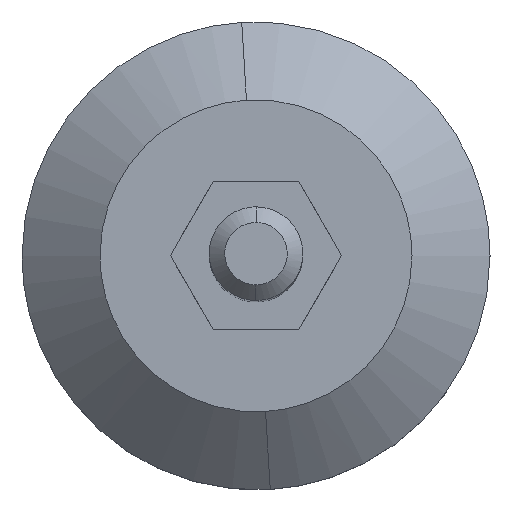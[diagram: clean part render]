
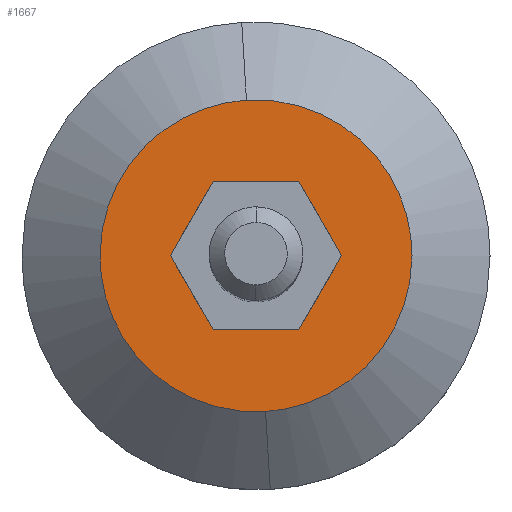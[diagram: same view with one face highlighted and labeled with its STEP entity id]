
A CAD part, top view. The second image highlights one B-rep face of the part: STEP entity #1667.
In plain terms, the highlighted free-form (B-spline) face has degree [1, 1] with [2, 2] control points.
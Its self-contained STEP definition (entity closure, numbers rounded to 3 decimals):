
#1424=CARTESIAN_POINT('',(-1.221,19.963,17.));
#1425=VERTEX_POINT('',#1424);
#1431=CARTESIAN_POINT('',(20.0,0.0,17.0));
#1432=VERTEX_POINT('',#1431);
#1433=CARTESIAN_POINT('',(-1.221,19.963,17.));
#1434=CARTESIAN_POINT('',(-0.611,20.,17.));
#1435=CARTESIAN_POINT('',(0.,20.,17.));
#1436=CARTESIAN_POINT('',(20.,20.,17.));
#1437=CARTESIAN_POINT('',(20.0,0.0,17.0));
#1445=(BOUNDED_CURVE()B_SPLINE_CURVE(2,(#1433,#1434,#1435,#1436,#1437),.UNSPECIFIED.,.F.,.U.)B_SPLINE_CURVE_WITH_KNOTS((3,2,3),(0.239,0.25,0.5),.UNSPECIFIED.)CURVE()GEOMETRIC_REPRESENTATION_ITEM()RATIONAL_B_SPLINE_CURVE((0.976,0.988,1.0,0.707,1.0))REPRESENTATION_ITEM(''));
#1446=EDGE_CURVE('',#1425,#1432,#1445,.T.);
#1448=CARTESIAN_POINT('',(1.221,-19.963,17.));
#1449=VERTEX_POINT('',#1448);
#1450=CARTESIAN_POINT('',(20.0,0.0,17.0));
#1451=CARTESIAN_POINT('',(20.,-18.814,17.));
#1452=CARTESIAN_POINT('',(1.221,-19.963,17.));
#1460=(BOUNDED_CURVE()B_SPLINE_CURVE(2,(#1450,#1451,#1452),.UNSPECIFIED.,.F.,.U.)B_SPLINE_CURVE_WITH_KNOTS((3,3),(0.5,0.739),.UNSPECIFIED.)CURVE()GEOMETRIC_REPRESENTATION_ITEM()RATIONAL_B_SPLINE_CURVE((1.0,0.72,0.976))REPRESENTATION_ITEM(''));
#1461=EDGE_CURVE('',#1432,#1449,#1460,.T.);
#1495=CARTESIAN_POINT('',(-20.0,0.0,17.0));
#1496=VERTEX_POINT('',#1495);
#1497=CARTESIAN_POINT('',(1.221,-19.963,17.));
#1498=CARTESIAN_POINT('',(0.611,-20.,17.));
#1499=CARTESIAN_POINT('',(0.,-20.,17.));
#1500=CARTESIAN_POINT('',(-20.,-20.,17.));
#1501=CARTESIAN_POINT('',(-20.0,0.0,17.0));
#1509=(BOUNDED_CURVE()B_SPLINE_CURVE(2,(#1497,#1498,#1499,#1500,#1501),.UNSPECIFIED.,.F.,.U.)B_SPLINE_CURVE_WITH_KNOTS((3,2,3),(0.739,0.75,1.0),.UNSPECIFIED.)CURVE()GEOMETRIC_REPRESENTATION_ITEM()RATIONAL_B_SPLINE_CURVE((0.976,0.988,1.0,0.707,1.0))REPRESENTATION_ITEM(''));
#1510=EDGE_CURVE('',#1449,#1496,#1509,.T.);
#1512=CARTESIAN_POINT('',(-20.0,0.0,17.0));
#1513=CARTESIAN_POINT('',(-20.,18.814,17.));
#1514=CARTESIAN_POINT('',(-1.221,19.963,17.));
#1522=(BOUNDED_CURVE()B_SPLINE_CURVE(2,(#1512,#1513,#1514),.UNSPECIFIED.,.F.,.U.)B_SPLINE_CURVE_WITH_KNOTS((3,3),(0.0,0.239),.UNSPECIFIED.)CURVE()GEOMETRIC_REPRESENTATION_ITEM()RATIONAL_B_SPLINE_CURVE((1.0,0.72,0.976))REPRESENTATION_ITEM(''));
#1523=EDGE_CURVE('',#1496,#1425,#1522,.T.);
#1548=CARTESIAN_POINT('',(0.366,-5.989,17.0));
#1549=VERTEX_POINT('',#1548);
#1555=CARTESIAN_POINT('',(6.0,0.0,17.0));
#1556=VERTEX_POINT('',#1555);
#1557=CARTESIAN_POINT('',(6.0,0.0,17.0));
#1558=CARTESIAN_POINT('',(6.0,-5.644,17.));
#1559=CARTESIAN_POINT('',(0.366,-5.989,17.));
#1567=(BOUNDED_CURVE()B_SPLINE_CURVE(2,(#1557,#1558,#1559),.UNSPECIFIED.,.F.,.U.)B_SPLINE_CURVE_WITH_KNOTS((3,3),(0.5,0.739),.UNSPECIFIED.)CURVE()GEOMETRIC_REPRESENTATION_ITEM()RATIONAL_B_SPLINE_CURVE((1.0,0.72,0.976))REPRESENTATION_ITEM(''));
#1568=EDGE_CURVE('',#1556,#1549,#1567,.T.);
#1570=CARTESIAN_POINT('',(-0.366,5.989,17.0));
#1571=VERTEX_POINT('',#1570);
#1572=CARTESIAN_POINT('',(-0.366,5.989,17.));
#1573=CARTESIAN_POINT('',(-0.183,6.,17.));
#1574=CARTESIAN_POINT('',(0.0,6.0,17.0));
#1575=CARTESIAN_POINT('',(6.0,6.0,17.));
#1576=CARTESIAN_POINT('',(6.0,0.0,17.0));
#1584=(BOUNDED_CURVE()B_SPLINE_CURVE(2,(#1572,#1573,#1574,#1575,#1576),.UNSPECIFIED.,.F.,.U.)B_SPLINE_CURVE_WITH_KNOTS((3,2,3),(0.239,0.25,0.5),.UNSPECIFIED.)CURVE()GEOMETRIC_REPRESENTATION_ITEM()RATIONAL_B_SPLINE_CURVE((0.976,0.988,1.0,0.707,1.0))REPRESENTATION_ITEM(''));
#1585=EDGE_CURVE('',#1571,#1556,#1584,.T.);
#1615=CARTESIAN_POINT('',(-6.0,0.0,17.0));
#1616=VERTEX_POINT('',#1615);
#1617=CARTESIAN_POINT('',(-6.0,0.0,17.0));
#1618=CARTESIAN_POINT('',(-6.,5.644,17.));
#1619=CARTESIAN_POINT('',(-0.366,5.989,17.));
#1627=(BOUNDED_CURVE()B_SPLINE_CURVE(2,(#1617,#1618,#1619),.UNSPECIFIED.,.F.,.U.)B_SPLINE_CURVE_WITH_KNOTS((3,3),(0.0,0.239),.UNSPECIFIED.)CURVE()GEOMETRIC_REPRESENTATION_ITEM()RATIONAL_B_SPLINE_CURVE((1.0,0.72,0.976))REPRESENTATION_ITEM(''));
#1628=EDGE_CURVE('',#1616,#1571,#1627,.T.);
#1630=CARTESIAN_POINT('',(0.366,-5.989,17.));
#1631=CARTESIAN_POINT('',(0.183,-6.,17.));
#1632=CARTESIAN_POINT('',(0.0,-6.0,17.0));
#1633=CARTESIAN_POINT('',(-6.0,-6.0,17.));
#1634=CARTESIAN_POINT('',(-6.0,0.0,17.0));
#1642=(BOUNDED_CURVE()B_SPLINE_CURVE(2,(#1630,#1631,#1632,#1633,#1634),.UNSPECIFIED.,.F.,.U.)B_SPLINE_CURVE_WITH_KNOTS((3,2,3),(0.739,0.75,1.0),.UNSPECIFIED.)CURVE()GEOMETRIC_REPRESENTATION_ITEM()RATIONAL_B_SPLINE_CURVE((0.976,0.988,1.0,0.707,1.0))REPRESENTATION_ITEM(''));
#1643=EDGE_CURVE('',#1549,#1616,#1642,.T.);
#1650=CARTESIAN_POINT('',(-21.998,-21.998,17.0));
#1651=CARTESIAN_POINT('',(21.998,-21.998,17.0));
#1652=CARTESIAN_POINT('',(-21.998,21.998,17.0));
#1653=CARTESIAN_POINT('',(21.998,21.998,17.0));
#1654=B_SPLINE_SURFACE_WITH_KNOTS('',1,1,((#1650,#1652),(#1651,#1653)),.UNSPECIFIED.,.F.,.F.,.U.,(2,2),(2,2),(0.0,43.996),(0.0,43.995),.UNSPECIFIED.);
#1655=ORIENTED_EDGE('',*,*,#1510,.F.);
#1656=ORIENTED_EDGE('',*,*,#1461,.F.);
#1657=ORIENTED_EDGE('',*,*,#1446,.F.);
#1658=ORIENTED_EDGE('',*,*,#1523,.F.);
#1659=EDGE_LOOP('',(#1655,#1656,#1657,#1658));
#1660=FACE_OUTER_BOUND('',#1659,.T.);
#1661=ORIENTED_EDGE('',*,*,#1568,.T.);
#1662=ORIENTED_EDGE('',*,*,#1643,.T.);
#1663=ORIENTED_EDGE('',*,*,#1628,.T.);
#1664=ORIENTED_EDGE('',*,*,#1585,.T.);
#1665=EDGE_LOOP('',(#1661,#1662,#1663,#1664));
#1666=FACE_BOUND('',#1665,.T.);
#1667=ADVANCED_FACE('',(#1660,#1666),#1654,.T.);
